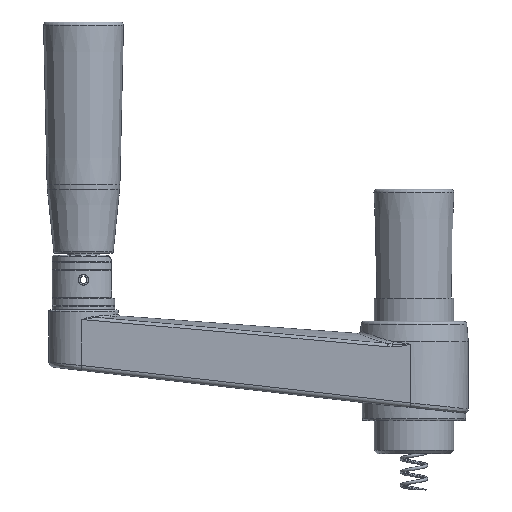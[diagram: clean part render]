
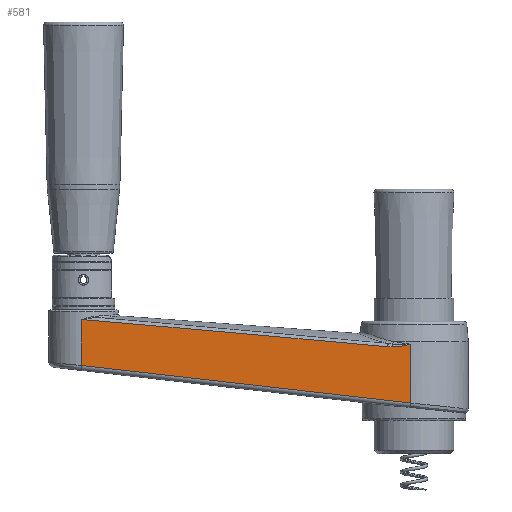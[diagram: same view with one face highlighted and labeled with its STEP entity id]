
A CAD part, left-side view. The second image highlights one B-rep face of the part: STEP entity #581.
In plain terms, the highlighted planar face has unit normal (-0.998, 0.06, 0).
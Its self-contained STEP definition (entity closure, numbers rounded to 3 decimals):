
#581 = ADVANCED_FACE( '', ( #796 ), #797, .T. );
#796 = FACE_OUTER_BOUND( '', #1354, .T. );
#797 = PLANE( '', #1355 );
#1354 = EDGE_LOOP( '', ( #3185, #3186, #3187, #3188, #3189, #3190 ) );
#1355 = AXIS2_PLACEMENT_3D( '', #3191, #3192, #3193 );
#3185 = ORIENTED_EDGE( '', *, *, #4524, .F. );
#3186 = ORIENTED_EDGE( '', *, *, #4525, .T. );
#3187 = ORIENTED_EDGE( '', *, *, #4514, .T. );
#3188 = ORIENTED_EDGE( '', *, *, #4512, .T. );
#3189 = ORIENTED_EDGE( '', *, *, #4526, .T. );
#3190 = ORIENTED_EDGE( '', *, *, #4527, .T. );
#3191 = CARTESIAN_POINT( '', ( -16.47, 0.99, 34. ) );
#3192 = DIRECTION( '', ( -0.998, 0.06, 0. ) );
#3193 = DIRECTION( '', ( -0.06, -0.998, 0. ) );
#4512 = EDGE_CURVE( '', #4987, #4985, #4988, .T. );
#4514 = EDGE_CURVE( '', #4990, #4987, #4991, .T. );
#4524 = EDGE_CURVE( '', #5007, #5008, #5009, .T. );
#4525 = EDGE_CURVE( '', #5007, #4990, #5010, .F. );
#4526 = EDGE_CURVE( '', #4985, #5011, #5012, .T. );
#4527 = EDGE_CURVE( '', #5011, #5008, #5013, .F. );
#4985 = VERTEX_POINT( '', #5748 );
#4987 = VERTEX_POINT( '', #5780 );
#4988 = ELLIPSE( '', #5781, 818.866, 49. );
#4990 = VERTEX_POINT( '', #5783 );
#4991 = B_SPLINE_CURVE_WITH_KNOTS( '', 3, ( #5784, #5785, #5786, #5787, #5788, #5789 ), .UNSPECIFIED., .F., .F., ( 4, 2, 4 ), ( 0., 0.001, 0.001 ), .UNSPECIFIED. );
#5007 = VERTEX_POINT( '', #6033 );
#5008 = VERTEX_POINT( '', #6034 );
#5009 = LINE( '', #6035, #6036 );
#5010 = B_SPLINE_CURVE_WITH_KNOTS( '', 3, ( #6037, #6038, #6039, #6040, #6041, #6042, #6043, #6044, #6045, #6046, #6047, #6048, #6049, #6050, #6051, #6052, #6053, #6054, #6055, #6056, #6057, #6058, #6059, #6060, #6061, #6062 ), .UNSPECIFIED., .F., .F., ( 4, 2, 2, 2, 2, 1, 2, 2, 1, 1, 1, 1, 1, 2, 2, 4 ), ( 0., 0.001, 0.001, 0.002, 0.003, 0.004, 0.004, 0.004, 0.004, 0.005, 0.005, 0.005, 0.006, 0.006, 0.006, 0.006 ), .UNSPECIFIED. );
#5011 = VERTEX_POINT( '', #6063 );
#5012 = LINE( '', #6064, #6065 );
#5013 = LINE( '', #6066, #6067 );
#5748 = CARTESIAN_POINT( '', ( -10.481, 100.63, 30.595 ) );
#5780 = CARTESIAN_POINT( '', ( -16.053, 7.935, 22.34 ) );
#5781 = AXIS2_PLACEMENT_3D( '', #8089, #8090, #8091 );
#5783 = CARTESIAN_POINT( '', ( -16.134, 6.578, 22.291 ) );
#5784 = CARTESIAN_POINT( '', ( -16.134, 6.578, 22.291 ) );
#5785 = CARTESIAN_POINT( '', ( -16.121, 6.804, 22.287 ) );
#5786 = CARTESIAN_POINT( '', ( -16.107, 7.031, 22.289 ) );
#5787 = CARTESIAN_POINT( '', ( -16.08, 7.483, 22.305 ) );
#5788 = CARTESIAN_POINT( '', ( -16.066, 7.709, 22.319 ) );
#5789 = CARTESIAN_POINT( '', ( -16.053, 7.935, 22.34 ) );
#6033 = CARTESIAN_POINT( '', ( -16.47, 0.99, 23.128 ) );
#6034 = CARTESIAN_POINT( '', ( -16.47, 0.99, 5.333 ) );
#6035 = CARTESIAN_POINT( '', ( -16.47, 0.99, 34. ) );
#6036 = VECTOR( '', #8104, 1000. );
#6037 = CARTESIAN_POINT( '', ( -16.134, 6.578, 22.291 ) );
#6038 = CARTESIAN_POINT( '', ( -16.149, 6.341, 22.293 ) );
#6039 = CARTESIAN_POINT( '', ( -16.163, 6.105, 22.301 ) );
#6040 = CARTESIAN_POINT( '', ( -16.191, 5.634, 22.326 ) );
#6041 = CARTESIAN_POINT( '', ( -16.205, 5.399, 22.343 ) );
#6042 = CARTESIAN_POINT( '', ( -16.233, 4.93, 22.387 ) );
#6043 = CARTESIAN_POINT( '', ( -16.248, 4.695, 22.413 ) );
#6044 = CARTESIAN_POINT( '', ( -16.276, 4.228, 22.472 ) );
#6045 = CARTESIAN_POINT( '', ( -16.29, 3.995, 22.506 ) );
#6046 = CARTESIAN_POINT( '', ( -16.318, 3.53, 22.58 ) );
#6047 = CARTESIAN_POINT( '', ( -16.339, 3.181, 22.641 ) );
#6048 = CARTESIAN_POINT( '', ( -16.359, 2.833, 22.708 ) );
#6049 = CARTESIAN_POINT( '', ( -16.37, 2.66, 22.743 ) );
#6050 = CARTESIAN_POINT( '', ( -16.373, 2.602, 22.755 ) );
#6051 = CARTESIAN_POINT( '', ( -16.38, 2.486, 22.779 ) );
#6052 = CARTESIAN_POINT( '', ( -16.398, 2.197, 22.84 ) );
#6053 = CARTESIAN_POINT( '', ( -16.422, 1.793, 22.931 ) );
#6054 = CARTESIAN_POINT( '', ( -16.446, 1.391, 23.027 ) );
#6055 = CARTESIAN_POINT( '', ( -16.458, 1.19, 23.077 ) );
#6056 = CARTESIAN_POINT( '', ( -16.464, 1.09, 23.102 ) );
#6057 = CARTESIAN_POINT( '', ( -16.467, 1.047, 23.113 ) );
#6058 = CARTESIAN_POINT( '', ( -16.468, 1.026, 23.118 ) );
#6059 = CARTESIAN_POINT( '', ( -16.469, 1.019, 23.12 ) );
#6060 = CARTESIAN_POINT( '', ( -16.469, 1.004, 23.124 ) );
#6061 = CARTESIAN_POINT( '', ( -16.47, 0.997, 23.126 ) );
#6062 = CARTESIAN_POINT( '', ( -16.47, 0.99, 23.128 ) );
#6063 = CARTESIAN_POINT( '', ( -10.481, 100.63, 16.686 ) );
#6064 = CARTESIAN_POINT( '', ( -10.481, 100.63, 34. ) );
#6065 = VECTOR( '', #8105, 1000. );
#6066 = CARTESIAN_POINT( '', ( -16.48, 0.822, 5.314 ) );
#6067 = VECTOR( '', #8106, 1000. );
#8089 = CARTESIAN_POINT( '', ( -0.998, 258.393, -6.023 ) );
#8090 = DIRECTION( '', ( -0.998, 0.06, 0. ) );
#8091 = DIRECTION( '', ( 0.06, 0.996, 0.073 ) );
#8104 = DIRECTION( '', ( 0., 0., -1. ) );
#8105 = DIRECTION( '', ( 0., 0., -1. ) );
#8106 = DIRECTION( '', ( 0.06, 0.992, 0.113 ) );
